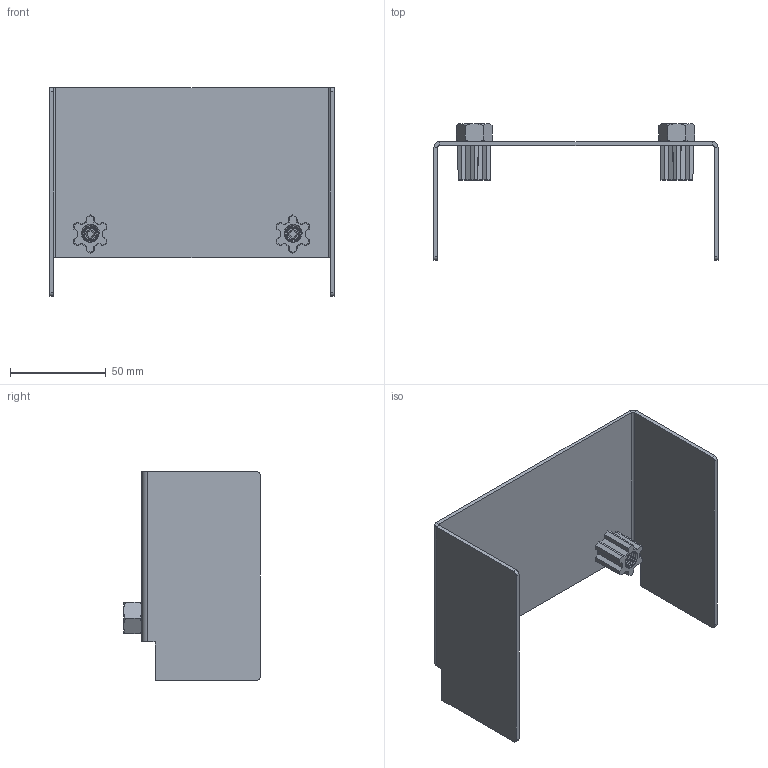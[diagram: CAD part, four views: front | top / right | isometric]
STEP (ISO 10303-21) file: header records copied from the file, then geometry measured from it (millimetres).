
FILE_DESCRIPTION((''),'2;1');
FILE_NAME('BMP_CWM300_ASM','2021-07-22T',('marketing.praksa'),('Audax d.o.o.'),'CREO PARAMETRIC BY PTC INC, 2017480','CREO PARAMETRIC BY PTC INC, 2017480','');
FILE_SCHEMA(('AUTOMOTIVE_DESIGN { 1 0 10303 214 1 1 1 1 }'));
Products named in the file (7): BMP_CWM300_1_1; BMP_CWM300_2; BMP_CWM300_3; BMP_CWM300_4; BMP_CWM300_5; ETI_LOGO; BMP_CWM300_ASM
Assembly tree (6 placements, depth 2):
  BMP_CWM300_ASM
    BMP_CWM300_1_1
    BMP_CWM300_2
    BMP_CWM300_3
    BMP_CWM300_4
    BMP_CWM300_5
    ETI_LOGO
Bounding box: 148.5 x 71.5 x 109 mm (x, y, z)
Volume: 57922.2 mm3; surface area: 61090.2 mm2
Topology: 6 solids, 8 shells, 473 faces, 1360 edges, 910 vertices
Faces by surface type: plane 179, cylinder 114, bspline 106, cone 66, torus 8
Entity records: 52652 total; most frequent: CARTESIAN_POINT 33503, ORIENTED_EDGE 2712, PRESENTATION_STYLE_ASSIGNMENT 1841, STYLED_ITEM 1841, DIRECTION 1736, CURVE_STYLE 1360, EDGE_CURVE 1360, VERTEX_POINT 910
